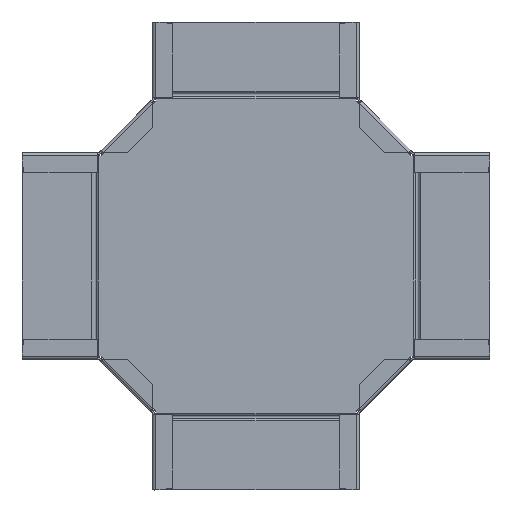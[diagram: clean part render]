
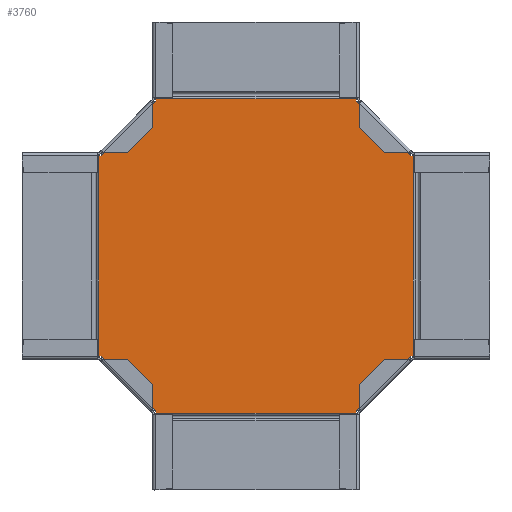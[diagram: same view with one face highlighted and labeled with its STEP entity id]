
A CAD part, top view. The second image highlights one B-rep face of the part: STEP entity #3760.
In plain terms, the highlighted planar face has unit normal (0, 0, 1).
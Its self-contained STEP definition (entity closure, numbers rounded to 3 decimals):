
#2696=DIRECTION('',(-0.707,0.707,0.));
#2697=VECTOR('',#2696,57.631);
#2698=CARTESIAN_POINT('',(115.752,75.,0.));
#2699=LINE('',#2698,#2697);
#2700=DIRECTION('',(-1.,0.,0.));
#2701=VECTOR('',#2700,2.);
#2702=CARTESIAN_POINT('',(117.752,75.,0.));
#2703=LINE('',#2702,#2701);
#2704=DIRECTION('',(0.707,0.707,0.));
#2705=VECTOR('',#2704,57.631);
#2706=CARTESIAN_POINT('',(75.,-115.752,0.));
#2707=LINE('',#2706,#2705);
#2708=DIRECTION('',(0.,1.,0.));
#2709=VECTOR('',#2708,2.);
#2710=CARTESIAN_POINT('',(75.,-117.752,0.));
#2711=LINE('',#2710,#2709);
#2712=DIRECTION('',(0.707,-0.707,0.));
#2713=VECTOR('',#2712,57.631);
#2714=CARTESIAN_POINT('',(-115.752,-75.,0.));
#2715=LINE('',#2714,#2713);
#2716=DIRECTION('',(1.,0.,0.));
#2717=VECTOR('',#2716,2.);
#2718=CARTESIAN_POINT('',(-117.752,-75.,0.));
#2719=LINE('',#2718,#2717);
#2720=DIRECTION('',(-0.707,-0.707,0.));
#2721=VECTOR('',#2720,57.631);
#2722=CARTESIAN_POINT('',(-75.,115.752,0.));
#2723=LINE('',#2722,#2721);
#2724=DIRECTION('',(0.,-1.,0.));
#2725=VECTOR('',#2724,2.);
#2726=CARTESIAN_POINT('',(-75.,117.752,0.));
#2727=LINE('',#2726,#2725);
#2776=DIRECTION('',(-1.,0.,0.));
#2777=VECTOR('',#2776,2.);
#2778=CARTESIAN_POINT('',(117.752,-75.,0.));
#2779=LINE('',#2778,#2777);
#2780=DIRECTION('',(0.,-1.,0.));
#2781=VECTOR('',#2780,150.);
#2782=CARTESIAN_POINT('',(117.752,75.,0.));
#2783=LINE('',#2782,#2781);
#2910=DIRECTION('',(0.,-1.,0.));
#2911=VECTOR('',#2910,2.);
#2912=CARTESIAN_POINT('',(75.,117.752,0.));
#2913=LINE('',#2912,#2911);
#2932=DIRECTION('',(1.,0.,0.));
#2933=VECTOR('',#2932,150.);
#2934=CARTESIAN_POINT('',(-75.,117.752,0.));
#2935=LINE('',#2934,#2933);
#2970=DIRECTION('',(1.,0.,0.));
#2971=VECTOR('',#2970,2.);
#2972=CARTESIAN_POINT('',(-117.752,75.,0.));
#2973=LINE('',#2972,#2971);
#2988=DIRECTION('',(0.,1.,0.));
#2989=VECTOR('',#2988,150.);
#2990=CARTESIAN_POINT('',(-117.752,-75.,0.));
#2991=LINE('',#2990,#2989);
#3262=DIRECTION('',(-1.,0.,0.));
#3263=VECTOR('',#3262,150.);
#3264=CARTESIAN_POINT('',(75.,-117.752,0.));
#3265=LINE('',#3264,#3263);
#3284=DIRECTION('',(0.,1.,0.));
#3285=VECTOR('',#3284,2.);
#3286=CARTESIAN_POINT('',(-75.,-117.752,0.));
#3287=LINE('',#3286,#3285);
#3468=CARTESIAN_POINT('',(-75.,117.752,0.));
#3469=CARTESIAN_POINT('',(75.,117.752,0.));
#3470=VERTEX_POINT('',#3468);
#3471=VERTEX_POINT('',#3469);
#3472=CARTESIAN_POINT('',(-75.,115.752,0.));
#3473=CARTESIAN_POINT('',(-115.752,75.,0.));
#3474=VERTEX_POINT('',#3472);
#3475=VERTEX_POINT('',#3473);
#3476=CARTESIAN_POINT('',(-117.752,75.,0.));
#3477=VERTEX_POINT('',#3476);
#3478=CARTESIAN_POINT('',(75.,115.752,0.));
#3479=VERTEX_POINT('',#3478);
#3480=CARTESIAN_POINT('',(115.752,75.,0.));
#3481=VERTEX_POINT('',#3480);
#3482=CARTESIAN_POINT('',(-117.752,-75.,0.));
#3483=VERTEX_POINT('',#3482);
#3484=CARTESIAN_POINT('',(-115.752,-75.,0.));
#3485=VERTEX_POINT('',#3484);
#3486=CARTESIAN_POINT('',(-75.,-115.752,0.));
#3487=VERTEX_POINT('',#3486);
#3488=CARTESIAN_POINT('',(-75.,-117.752,0.));
#3489=VERTEX_POINT('',#3488);
#3490=CARTESIAN_POINT('',(75.,-117.752,0.));
#3491=VERTEX_POINT('',#3490);
#3492=CARTESIAN_POINT('',(75.,-115.752,0.));
#3493=VERTEX_POINT('',#3492);
#3494=CARTESIAN_POINT('',(115.752,-75.,0.));
#3495=VERTEX_POINT('',#3494);
#3496=CARTESIAN_POINT('',(117.752,-75.,0.));
#3497=VERTEX_POINT('',#3496);
#3498=CARTESIAN_POINT('',(117.752,75.,0.));
#3499=VERTEX_POINT('',#3498);
#3724=CARTESIAN_POINT('',(0.,-75.,0.));
#3725=DIRECTION('',(0.,0.,1.));
#3726=DIRECTION('',(1.,0.,0.));
#3727=AXIS2_PLACEMENT_3D('',#3724,#3725,#3726);
#3728=PLANE('',#3727);
#3730=ORIENTED_EDGE('',*,*,#3729,.F.);
#3732=ORIENTED_EDGE('',*,*,#3731,.F.);
#3734=ORIENTED_EDGE('',*,*,#3733,.T.);
#3736=ORIENTED_EDGE('',*,*,#3735,.T.);
#3737=ORIENTED_EDGE('',*,*,#3703,.F.);
#3738=ORIENTED_EDGE('',*,*,#3715,.F.);
#3740=ORIENTED_EDGE('',*,*,#3739,.T.);
#3742=ORIENTED_EDGE('',*,*,#3741,.T.);
#3744=ORIENTED_EDGE('',*,*,#3743,.F.);
#3745=ORIENTED_EDGE('',*,*,#3649,.F.);
#3747=ORIENTED_EDGE('',*,*,#3746,.T.);
#3749=ORIENTED_EDGE('',*,*,#3748,.T.);
#3751=ORIENTED_EDGE('',*,*,#3750,.F.);
#3753=ORIENTED_EDGE('',*,*,#3752,.F.);
#3755=ORIENTED_EDGE('',*,*,#3754,.T.);
#3757=ORIENTED_EDGE('',*,*,#3756,.T.);
#3758=EDGE_LOOP('',(#3730,#3732,#3734,#3736,#3737,#3738,#3740,#3742,#3744,#3745,
#3747,#3749,#3751,#3753,#3755,#3757));
#3759=FACE_OUTER_BOUND('',#3758,.F.);
#3760=ADVANCED_FACE('',(#3759),#3728,.T.);
#3649=EDGE_CURVE('',#3483,#3485,#2719,.T.);
#3703=EDGE_CURVE('',#3493,#3495,#2707,.T.);
#3715=EDGE_CURVE('',#3491,#3493,#2711,.T.);
#3729=EDGE_CURVE('',#3481,#3479,#2699,.T.);
#3731=EDGE_CURVE('',#3499,#3481,#2703,.T.);
#3733=EDGE_CURVE('',#3499,#3497,#2783,.T.);
#3735=EDGE_CURVE('',#3497,#3495,#2779,.T.);
#3739=EDGE_CURVE('',#3491,#3489,#3265,.T.);
#3741=EDGE_CURVE('',#3489,#3487,#3287,.T.);
#3743=EDGE_CURVE('',#3485,#3487,#2715,.T.);
#3746=EDGE_CURVE('',#3483,#3477,#2991,.T.);
#3748=EDGE_CURVE('',#3477,#3475,#2973,.T.);
#3750=EDGE_CURVE('',#3474,#3475,#2723,.T.);
#3752=EDGE_CURVE('',#3470,#3474,#2727,.T.);
#3754=EDGE_CURVE('',#3470,#3471,#2935,.T.);
#3756=EDGE_CURVE('',#3471,#3479,#2913,.T.);
